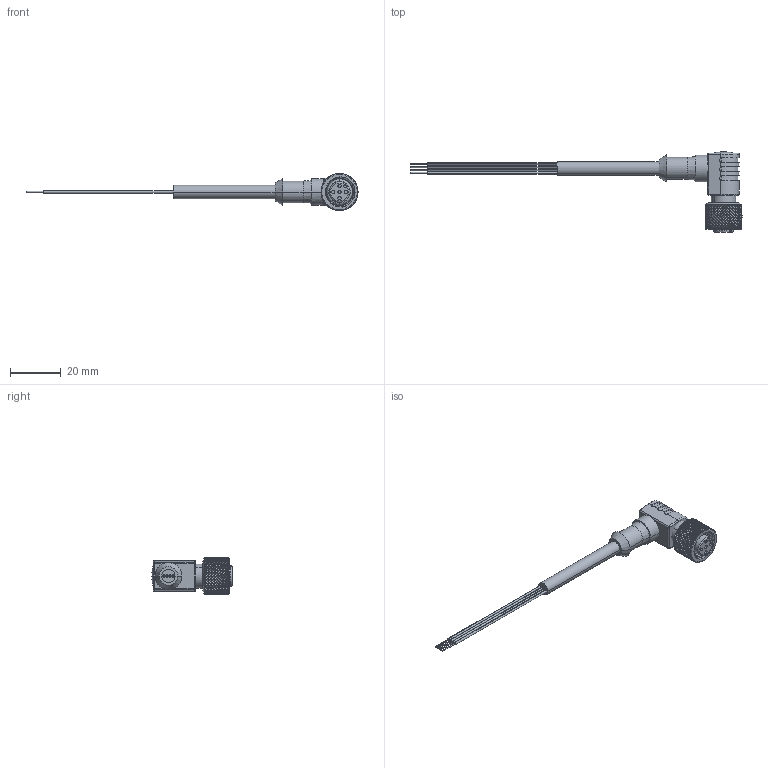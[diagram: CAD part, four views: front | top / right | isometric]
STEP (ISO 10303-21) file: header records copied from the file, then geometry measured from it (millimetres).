
FILE_DESCRIPTION((''),'2;1');
FILE_NAME('214717_ASM','2019-11-01T07:25:19',('pdmadmin'),('BANNER ENGINEERING'),'CREO PARAMETRIC BY PTC INC, 2018300','CREO PARAMETRIC BY PTC INC, 2018300','');
FILE_SCHEMA(('CONFIG_CONTROL_DESIGN'));
Products named in the file (10): 135596; 145997_HSG; 306-00249; 307-00176; 145997_ASM; 134569; 134568; CABLE_521_4COND_47104; 47104_ASM; 214717_ASM
Assembly tree (12 placements, depth 4):
  214717_ASM
    47104_ASM
      135596
      145997_ASM
        145997_HSG
        306-00249  x4
        307-00176
      134569
      134568
      CABLE_521_4COND_47104
Bounding box: 130.25 x 31.5 x 14.5 mm (x, y, z)
Volume: 6006.7 mm3; surface area: 6601.5 mm2
Topology: 10 solids, 10 shells, 3981 faces, 8572 edges, 4643 vertices
Faces by surface type: bspline 2559, cylinder 882, plane 489, torus 35, cone 12, sphere 4
Entity records: 204057 total; most frequent: CARTESIAN_POINT 143418, ORIENTED_EDGE 16402, EDGE_CURVE 8201, B_SPLINE_CURVE_WITH_KNOTS 6587, DIRECTION 4864, VERTEX_POINT 4421, EDGE_LOOP 3878, FACE_OUTER_BOUND 3828
